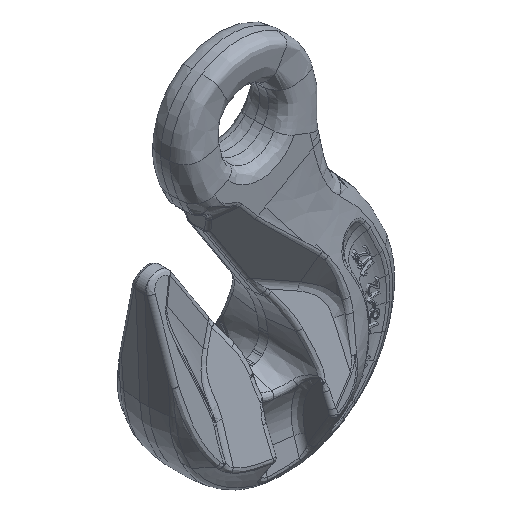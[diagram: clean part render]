
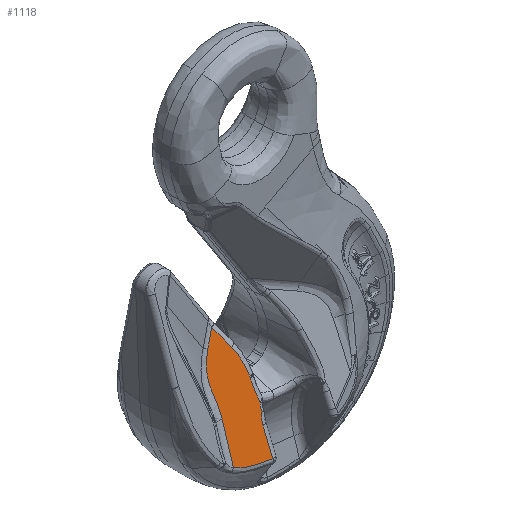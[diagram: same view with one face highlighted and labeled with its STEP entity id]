
A CAD part, isometric view. The second image highlights one B-rep face of the part: STEP entity #1118.
In plain terms, the highlighted planar face has unit normal (-0.218, -0.895, 0.389).
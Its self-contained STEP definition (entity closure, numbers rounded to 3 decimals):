
#510=PLANE('',#11169);
#772=ELLIPSE('',#11168,23.956,21.41);
#1118=ADVANCED_FACE('',(#1798),#510,.F.);
#1798=FACE_OUTER_BOUND('',#2438,.T.);
#2438=EDGE_LOOP('',(#4809,#4810,#4811,#4812,#4813,#4814,#4815,#4816,#4817,
#4818,#4819));
#3464=B_SPLINE_CURVE_WITH_KNOTS('',3,(#20010,#20011,#20012,#20013,#20014,
#20015),.UNSPECIFIED.,.F.,.F.,(4,2,4),(0.,0.5,1.),.UNSPECIFIED.);
#3465=B_SPLINE_CURVE_WITH_KNOTS('',3,(#20019,#20020,#20021,#20022),
 .UNSPECIFIED.,.F.,.F.,(4,4),(0.,1.),.UNSPECIFIED.);
#3466=B_SPLINE_CURVE_WITH_KNOTS('',3,(#20024,#20025,#20026,#20027),
 .UNSPECIFIED.,.F.,.F.,(4,4),(0.,1.),.UNSPECIFIED.);
#3467=B_SPLINE_CURVE_WITH_KNOTS('',3,(#20029,#20030,#20031,#20032,#20033,
#20034),.UNSPECIFIED.,.F.,.F.,(4,2,4),(0.,0.5,1.),.UNSPECIFIED.);
#3468=B_SPLINE_CURVE_WITH_KNOTS('',3,(#20044,#20045,#20046,#20047,#20048,
#20049,#20050,#20051),.UNSPECIFIED.,.F.,.F.,(4,2,2,4),(0.,0.25,0.5,1.),
 .UNSPECIFIED.);
#4809=ORIENTED_EDGE('',*,*,#8746,.T.);
#4810=ORIENTED_EDGE('',*,*,#8966,.T.);
#4811=ORIENTED_EDGE('',*,*,#8967,.T.);
#4812=ORIENTED_EDGE('',*,*,#8968,.T.);
#4813=ORIENTED_EDGE('',*,*,#8969,.T.);
#4814=ORIENTED_EDGE('',*,*,#8970,.T.);
#4815=ORIENTED_EDGE('',*,*,#8971,.T.);
#4816=ORIENTED_EDGE('',*,*,#8972,.T.);
#4817=ORIENTED_EDGE('',*,*,#8973,.T.);
#4818=ORIENTED_EDGE('',*,*,#8974,.T.);
#4819=ORIENTED_EDGE('',*,*,#8975,.T.);
#7710=VERTEX_POINT('',#14285);
#7712=VERTEX_POINT('',#14292);
#7870=VERTEX_POINT('',#20016);
#7871=VERTEX_POINT('',#20018);
#7872=VERTEX_POINT('',#20023);
#7873=VERTEX_POINT('',#20028);
#7874=VERTEX_POINT('',#20035);
#7875=VERTEX_POINT('',#20037);
#7876=VERTEX_POINT('',#20039);
#7877=VERTEX_POINT('',#20041);
#7878=VERTEX_POINT('',#20043);
#8746=EDGE_CURVE('',#7710,#7712,#10285,.T.);
#8966=EDGE_CURVE('',#7712,#7870,#3464,.T.);
#8967=EDGE_CURVE('',#7870,#7871,#10343,.T.);
#8968=EDGE_CURVE('',#7871,#7872,#3465,.T.);
#8969=EDGE_CURVE('',#7872,#7873,#3466,.T.);
#8970=EDGE_CURVE('',#7873,#7874,#3467,.T.);
#8971=EDGE_CURVE('',#7874,#7875,#10344,.T.);
#8972=EDGE_CURVE('',#7875,#7876,#772,.T.);
#8973=EDGE_CURVE('',#7876,#7877,#10345,.T.);
#8974=EDGE_CURVE('',#7877,#7878,#10346,.T.);
#8975=EDGE_CURVE('',#7878,#7710,#3468,.T.);
#10285=LINE('',#14293,#10642);
#10343=LINE('',#20017,#10705);
#10344=LINE('',#20036,#10706);
#10345=LINE('',#20040,#10707);
#10346=LINE('',#20042,#10708);
#10642=VECTOR('',#11703,1.);
#10705=VECTOR('',#11898,1.);
#10706=VECTOR('',#11899,1.);
#10707=VECTOR('',#11902,1.);
#10708=VECTOR('',#11903,1.);
#11168=AXIS2_PLACEMENT_3D('',#20038,#11900,#11901);
#11169=AXIS2_PLACEMENT_3D('',#20052,#11904,#11905);
#11703=DIRECTION('',(-0.077,-0.382,-0.921));
#11898=DIRECTION('',(0.013,0.396,0.918));
#11899=DIRECTION('',(-0.037,0.406,0.913));
#11900=DIRECTION('',(-0.218,-0.895,0.389));
#11901=DIRECTION('',(-0.438,0.446,0.78));
#11902=DIRECTION('',(-0.447,0.446,0.775));
#11903=DIRECTION('',(-0.494,-0.242,-0.835));
#11904=DIRECTION('',(0.218,0.895,-0.389));
#11905=DIRECTION('',(0.,0.399,0.917));
#14285=CARTESIAN_POINT('',(-20.248,-14.822,-110.445));
#14292=CARTESIAN_POINT('',(-21.498,-20.994,-125.341));
#14293=CARTESIAN_POINT('',(-21.741,-22.193,-128.235));
#20010=CARTESIAN_POINT('',(-21.498,-20.994,-125.341));
#20011=CARTESIAN_POINT('',(-19.435,-21.851,-126.154));
#20012=CARTESIAN_POINT('',(-17.217,-22.549,-126.515));
#20013=CARTESIAN_POINT('',(-12.654,-23.786,-126.801));
#20014=CARTESIAN_POINT('',(-10.35,-24.343,-126.788));
#20015=CARTESIAN_POINT('',(-8.041,-24.848,-126.653));
#20016=CARTESIAN_POINT('',(-8.041,-24.848,-126.653));
#20017=CARTESIAN_POINT('',(-7.342,-2.81,-75.577));
#20018=CARTESIAN_POINT('',(-7.897,-20.317,-116.151));
#20019=CARTESIAN_POINT('',(-7.897,-20.317,-116.151));
#20020=CARTESIAN_POINT('',(-7.878,-19.716,-114.759));
#20021=CARTESIAN_POINT('',(-7.528,-19.194,-113.363));
#20022=CARTESIAN_POINT('',(-6.8,-18.822,-112.1));
#20023=CARTESIAN_POINT('',(-6.8,-18.822,-112.1));
#20024=CARTESIAN_POINT('',(-6.8,-18.822,-112.1));
#20025=CARTESIAN_POINT('',(-6.941,-18.423,-111.261));
#20026=CARTESIAN_POINT('',(-6.823,-18.068,-110.377));
#20027=CARTESIAN_POINT('',(-6.435,-17.808,-109.561));
#20028=CARTESIAN_POINT('',(-6.435,-17.808,-109.561));
#20029=CARTESIAN_POINT('',(-6.435,-17.808,-109.561));
#20030=CARTESIAN_POINT('',(-6.771,-17.169,-108.28));
#20031=CARTESIAN_POINT('',(-6.919,-16.555,-106.951));
#20032=CARTESIAN_POINT('',(-7.192,-15.331,-104.289));
#20033=CARTESIAN_POINT('',(-7.24,-14.733,-102.941));
#20034=CARTESIAN_POINT('',(-7.294,-14.135,-101.595));
#20035=CARTESIAN_POINT('',(-7.298,-14.134,-101.595));
#20036=CARTESIAN_POINT('',(-8.304,-3.104,-76.792));
#20037=CARTESIAN_POINT('',(-7.322,-13.875,-101.013));
#20038=CARTESIAN_POINT('',(-28.721,-9.021,-101.857));
#20039=CARTESIAN_POINT('',(-10.179,-8.89,-91.153));
#20040=CARTESIAN_POINT('',(-11.293,-7.78,-89.224));
#20041=CARTESIAN_POINT('',(-14.566,-4.516,-83.554));
#20042=CARTESIAN_POINT('',(-18.223,-6.309,-89.731));
#20043=CARTESIAN_POINT('',(-17.974,-6.187,-89.31));
#20044=CARTESIAN_POINT('',(-17.974,-6.187,-89.31));
#20045=CARTESIAN_POINT('',(-18.943,-6.662,-90.946));
#20046=CARTESIAN_POINT('',(-19.708,-7.214,-92.645));
#20047=CARTESIAN_POINT('',(-20.762,-8.496,-96.185));
#20048=CARTESIAN_POINT('',(-20.956,-9.232,-97.985));
#20049=CARTESIAN_POINT('',(-20.849,-11.59,-103.349));
#20050=CARTESIAN_POINT('',(-20.033,-13.308,-106.842));
#20051=CARTESIAN_POINT('',(-20.249,-14.822,-110.445));
#20052=CARTESIAN_POINT('',(15.556,-7.629,-73.812));
